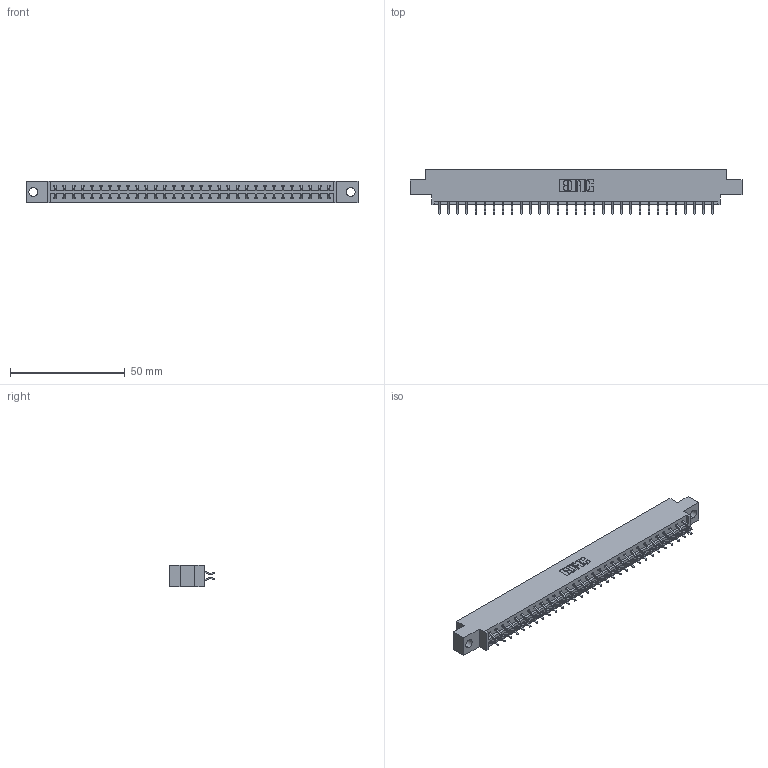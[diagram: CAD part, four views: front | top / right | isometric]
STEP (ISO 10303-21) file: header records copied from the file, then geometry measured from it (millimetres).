
FILE_DESCRIPTION (( 'STEP AP203' ), '1' );
FILE_NAME ('833-062-556-804.STEP', '2020-06-05T06:10:46', ( '' ), ( '' ), 'SwSTEP 2.0', 'SolidWorks 2020', '' );
FILE_SCHEMA (( 'CONFIG_CONTROL_DESIGN' ));
Length unit declared in the file: inch
Products named in the file (3): 833-062-556-804; 833 Part_Offset - .156 Dia - TH; 345-292-001_556 Tail
Assembly tree (63 placements, depth 2):
  833-062-556-804
    833 Part_Offset - .156 Dia - TH
    345-292-001_556 Tail  x62
Bounding box: 144.37 x 19.57 x 9.4 mm (x, y, z)
Volume: 14318.7 mm3; surface area: 16769.2 mm2
Topology: 63 solids, 63 shells, 3714 faces, 11049 edges, 7282 vertices
Faces by surface type: plane 2554, cylinder 1160
Entity records: 21721 total; most frequent: CARTESIAN_POINT 3630, ORIENTED_EDGE 3554, DIRECTION 3109, EDGE_CURVE 1777, LINE 1641, VECTOR 1641, VERTEX_POINT 1182, AXIS2_PLACEMENT_3D 734
